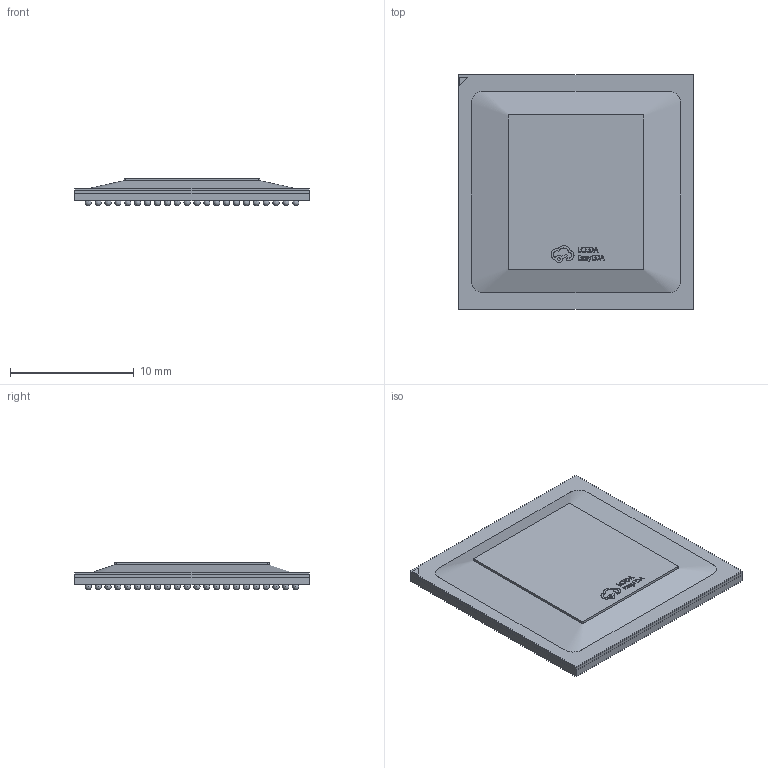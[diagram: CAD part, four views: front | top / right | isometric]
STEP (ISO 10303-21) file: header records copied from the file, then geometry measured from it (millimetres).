
FILE_DESCRIPTION (( 'STEP AP214' ), '1' );
FILE_NAME ('FCBGA-484_L19.0-W19.0-R22-C22-P0.80-TL.STEP', '2023-04-16T08:24:57', ( '' ), ( '' ), 'SwSTEP 2.0', 'SolidWorks 2020', '' );
FILE_SCHEMA (( 'AUTOMOTIVE_DESIGN' ));
Length unit declared in the file: millimetre
Products named in the file (1): FCBGA-484_L19.0-W19.0-R22-C22-P0.80-TL
Bounding box: 19 x 19 x 2.24 mm (x, y, z)
Volume: 544.4 mm3; surface area: 2500.5 mm2
Topology: 16 solids, 16 shells, 747 faces, 2629 edges, 1916 vertices
Faces by surface type: sphere 484, plane 160, bspline 103
Entity records: 26868 total; most frequent: CARTESIAN_POINT 4441, DIRECTION 2734, ORIENTED_EDGE 2352, EDGE_LOOP 1246, EDGE_CURVE 1176, AXIS2_PLACEMENT_3D 1129, VERTEX_POINT 948, UNCERTAINTY_MEASURE_WITH_UNIT 765
